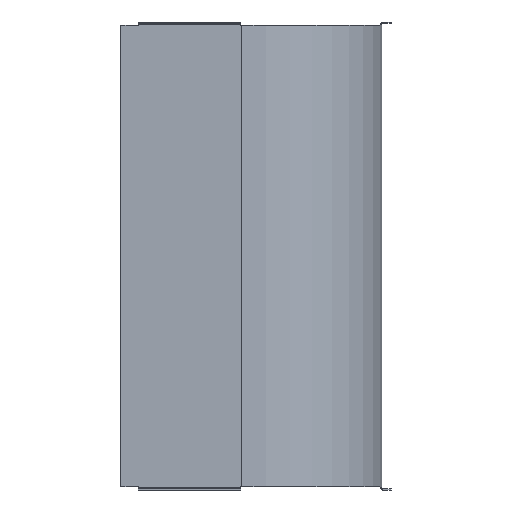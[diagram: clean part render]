
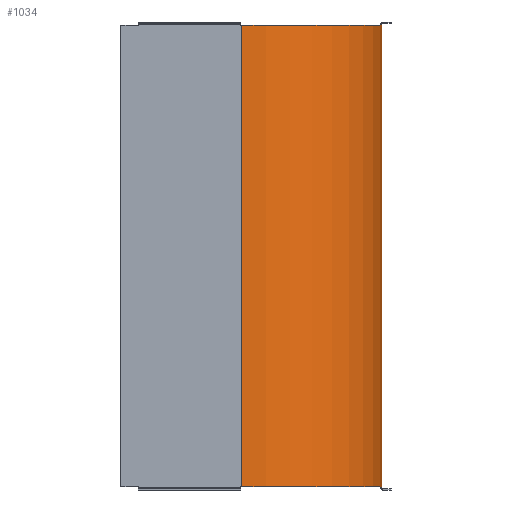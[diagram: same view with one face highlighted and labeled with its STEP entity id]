
A CAD part, front view. The second image highlights one B-rep face of the part: STEP entity #1034.
In plain terms, the highlighted cylindrical face has radius 121.3 mm (diameter 242.6 mm), a partial arc.
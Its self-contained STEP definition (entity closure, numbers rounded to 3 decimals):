
#222=CARTESIAN_POINT('',(104.919,121.3,350.));
#223=DIRECTION('',(0.,0.,1.));
#224=DIRECTION('',(0.,-1.,0.));
#225=AXIS2_PLACEMENT_3D('',#222,#223,#224);
#243=CARTESIAN_POINT('',(104.919,121.3,-50.));
#244=DIRECTION('',(0.,0.,-1.));
#245=DIRECTION('',(1.,0.,0.));
#246=AXIS2_PLACEMENT_3D('',#243,#244,#245);
#265=DIRECTION('',(0.,0.,1.));
#266=VECTOR('',#265,400.);
#267=CARTESIAN_POINT('',(226.219,121.3,-50.));
#268=LINE('',#267,#266);
#269=DIRECTION('',(0.,0.,-1.));
#270=VECTOR('',#269,400.);
#271=CARTESIAN_POINT('',(104.919,0.,350.));
#272=LINE('',#271,#270);
#607=CARTESIAN_POINT('',(104.919,0.,-50.));
#608=VERTEX_POINT('',#607);
#609=CARTESIAN_POINT('',(104.919,0.,350.));
#610=VERTEX_POINT('',#609);
#613=CARTESIAN_POINT('',(226.219,121.3,350.));
#614=VERTEX_POINT('',#613);
#643=CARTESIAN_POINT('',(226.219,121.3,-50.));
#644=VERTEX_POINT('',#643);
#1022=CARTESIAN_POINT('',(104.919,121.3,214.492));
#1023=DIRECTION('',(0.,0.,-1.));
#1024=DIRECTION('',(-1.,0.,0.));
#1025=AXIS2_PLACEMENT_3D('',#1022,#1023,#1024);
#1026=CYLINDRICAL_SURFACE('',#1025,121.3);
#1027=ORIENTED_EDGE('',*,*,#980,.T.);
#1029=ORIENTED_EDGE('',*,*,#1028,.F.);
#1030=ORIENTED_EDGE('',*,*,#1007,.T.);
#1031=ORIENTED_EDGE('',*,*,#692,.F.);
#1032=EDGE_LOOP('',(#1027,#1029,#1030,#1031));
#1033=FACE_OUTER_BOUND('',#1032,.F.);
#1034=ADVANCED_FACE('',(#1033),#1026,.T.);
#226=CIRCLE('',#225,121.3);
#247=CIRCLE('',#246,121.3);
#692=EDGE_CURVE('',#610,#608,#272,.T.);
#980=EDGE_CURVE('',#610,#614,#226,.T.);
#1007=EDGE_CURVE('',#644,#608,#247,.T.);
#1028=EDGE_CURVE('',#644,#614,#268,.T.);
